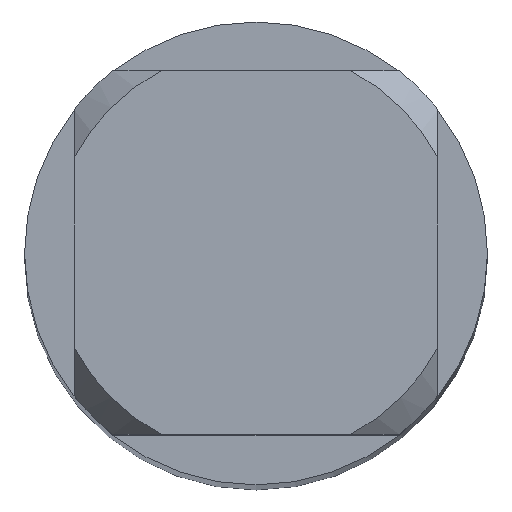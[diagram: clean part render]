
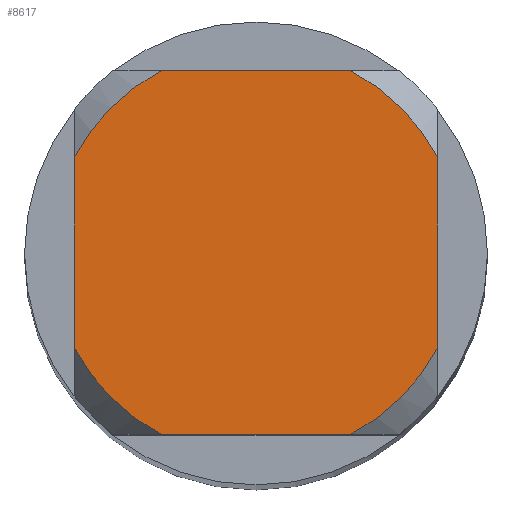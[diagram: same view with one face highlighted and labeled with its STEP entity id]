
A CAD part, top view. The second image highlights one B-rep face of the part: STEP entity #8617.
In plain terms, the highlighted planar face has unit normal (0, 0, 1).
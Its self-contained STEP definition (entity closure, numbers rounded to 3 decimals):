
#3717=EDGE_CURVE('',#7873,#5539,#9857,.T.);
#3913=EDGE_CURVE('',#6349,#5539,#10065,.T.);
#4449=EDGE_CURVE('',#5443,#6059,#10646,.T.);
#4635=EDGE_CURVE('',#5443,#9095,#10852,.T.);
#5227=EDGE_CURVE('',#7873,#6059,#11495,.T.);
#5443=VERTEX_POINT('',#11723);
#5539=VERTEX_POINT('',#11830);
#6059=VERTEX_POINT('',#12390);
#6349=VERTEX_POINT('',#12701);
#6709=VERTEX_POINT('',#13097);
#7315=VERTEX_POINT('',#13760);
#7701=EDGE_CURVE('',#7315,#9095,#14190,.T.);
#7873=VERTEX_POINT('',#14381);
#8179=EDGE_CURVE('',#6349,#6709,#14713,.T.);
#8443=EDGE_CURVE('',#7315,#6709,#14998,.T.);
#8617=ADVANCED_FACE('',(#15189),#15190,.T.);
#9095=VERTEX_POINT('',#15712);
#9857=CIRCLE('',#17290,3.1);
#10065=LINE('',#17749,#17750);
#10646=CIRCLE('',#19062,3.1);
#10852=LINE('',#19676,#19677);
#11495=LINE('',#21206,#21207);
#11723=CARTESIAN_POINT('',(1.431,2.75,0.0));
#11830=CARTESIAN_POINT('',(1.431,-2.75,0.0));
#12390=CARTESIAN_POINT('',(2.75,1.431,0.0));
#12701=CARTESIAN_POINT('',(-1.431,-2.75,0.0));
#13097=CARTESIAN_POINT('',(-2.75,-1.431,0.0));
#13760=CARTESIAN_POINT('',(-2.75,1.431,0.0));
#14190=CIRCLE('',#27822,3.1);
#14381=CARTESIAN_POINT('',(2.75,-1.431,0.0));
#14713=CIRCLE('',#29016,3.1);
#14998=LINE('',#29640,#29641);
#15189=FACE_OUTER_BOUND('',#30147,.T.);
#15190=PLANE('',#30148);
#15712=CARTESIAN_POINT('',(-1.431,2.75,0.0));
#17290=AXIS2_PLACEMENT_3D('',#32177,#32178,#32179);
#17749=CARTESIAN_POINT('',(0.0,-2.75,0.0));
#17750=VECTOR('',#32356,1.0);
#19062=AXIS2_PLACEMENT_3D('',#32928,#32929,#32930);
#19676=CARTESIAN_POINT('',(0.0,2.75,0.0));
#19677=VECTOR('',#33362,1.0);
#21206=CARTESIAN_POINT('',(2.75,0.775,0.0));
#21207=VECTOR('',#33977,1.0);
#27822=AXIS2_PLACEMENT_3D('',#36867,#36868,#36869);
#29016=AXIS2_PLACEMENT_3D('',#37440,#37441,#37442);
#29640=CARTESIAN_POINT('',(-2.75,0.775,0.0));
#29641=VECTOR('',#37680,1.0);
#30147=EDGE_LOOP('',(#37891,#37892,#37893,#37894,#37895,#37896,#37897,#37898));
#30148=AXIS2_PLACEMENT_3D('',#37899,#37900,#37901);
#32177=CARTESIAN_POINT('',(0.0,0.0,0.0));
#32178=DIRECTION('',(0.0,0.0,-1.0));
#32179=DIRECTION('',(0.0,1.0,0.0));
#32356=DIRECTION('',(1.0,0.0,0.0));
#32928=CARTESIAN_POINT('',(0.0,0.0,0.0));
#32929=DIRECTION('',(0.0,0.0,-1.0));
#32930=DIRECTION('',(0.0,1.0,0.0));
#33362=DIRECTION('',(-1.0,0.0,0.0));
#33977=DIRECTION('',(-0.0,1.0,0.0));
#36867=CARTESIAN_POINT('',(0.0,0.0,0.0));
#36868=DIRECTION('',(0.0,0.0,-1.0));
#36869=DIRECTION('',(0.0,1.0,0.0));
#37440=CARTESIAN_POINT('',(0.0,0.0,0.0));
#37441=DIRECTION('',(0.0,0.0,-1.0));
#37442=DIRECTION('',(0.0,1.0,0.0));
#37680=DIRECTION('',(-0.0,-1.0,0.0));
#37891=ORIENTED_EDGE('',*,*,#8443,.T.);
#37892=ORIENTED_EDGE('',*,*,#8179,.F.);
#37893=ORIENTED_EDGE('',*,*,#3913,.T.);
#37894=ORIENTED_EDGE('',*,*,#3717,.F.);
#37895=ORIENTED_EDGE('',*,*,#5227,.T.);
#37896=ORIENTED_EDGE('',*,*,#4449,.F.);
#37897=ORIENTED_EDGE('',*,*,#4635,.T.);
#37898=ORIENTED_EDGE('',*,*,#7701,.F.);
#37899=CARTESIAN_POINT('',(0.0,1.55,0.0));
#37900=DIRECTION('',(-0.0,0.0,1.0));
#37901=DIRECTION('',(0.0,-1.0,0.0));
